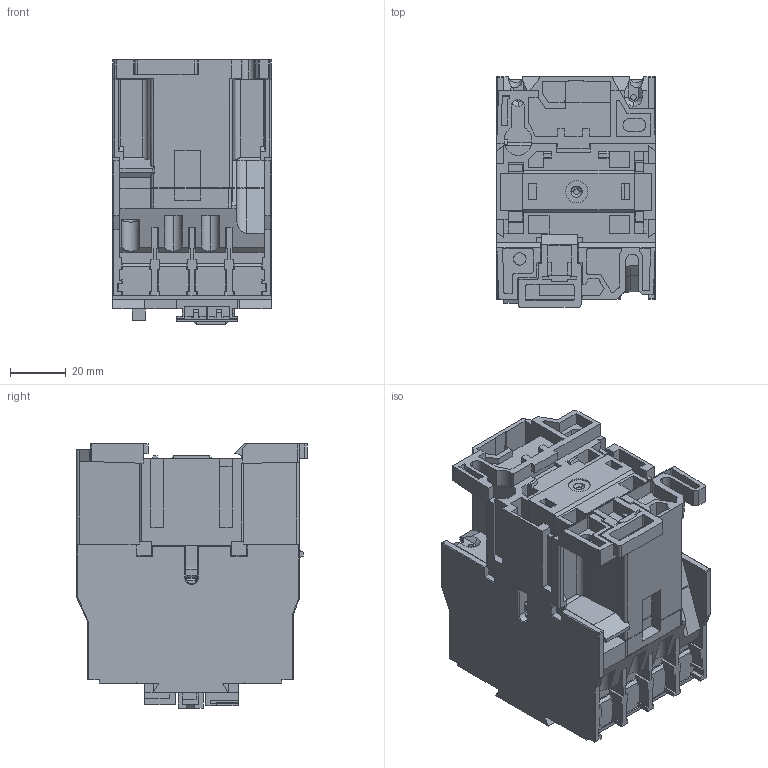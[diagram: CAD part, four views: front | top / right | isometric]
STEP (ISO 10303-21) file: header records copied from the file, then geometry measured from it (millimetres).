
FILE_DESCRIPTION (( 'STEP AP214' ), '1' );
FILE_NAME ('BLC1D1810-LE7.STEP', '2022-09-21T10:21:47', ( '' ), ( '' ), 'SwSTEP 2.0', 'SolidWorks 2021', '' );
FILE_SCHEMA (( 'AUTOMOTIVE_DESIGN' ));
Length unit declared in the file: millimetre
Products named in the file (1): BLC1D1810-LE7
Bounding box: 57 x 83 x 95 mm (x, y, z)
Volume: 294483 mm3; surface area: 65183.8 mm2
Topology: 1 solids, 1 shells, 1333 faces, 3779 edges, 2463 vertices
Faces by surface type: plane 1121, cylinder 184, torus 12, sphere 12, cone 4
Entity records: 42446 total; most frequent: CARTESIAN_POINT 7874, ORIENTED_EDGE 7538, DIRECTION 6665, EDGE_CURVE 3769, LINE 3353, VECTOR 3353, VERTEX_POINT 2463, AXIS2_PLACEMENT_3D 1656
